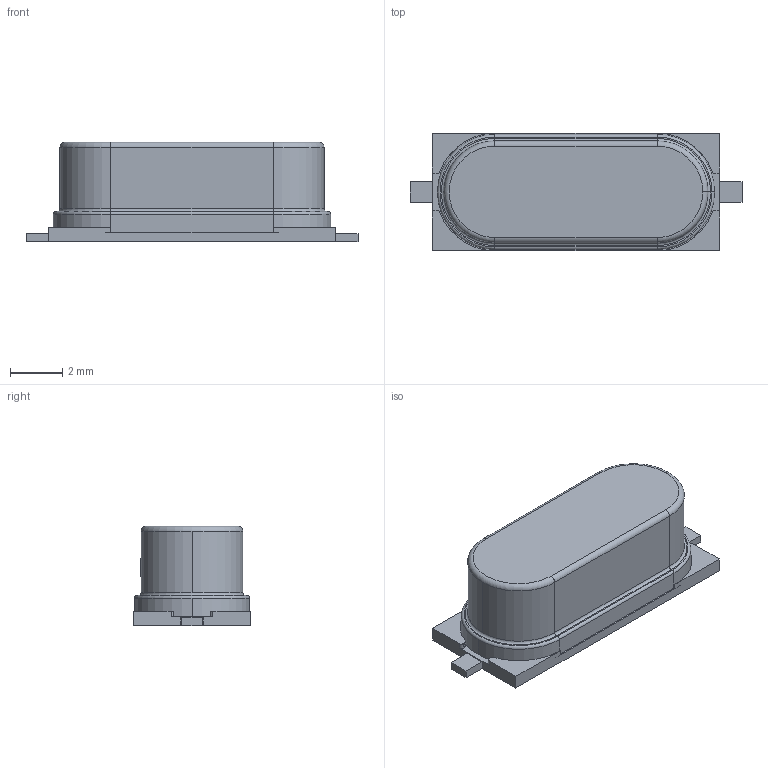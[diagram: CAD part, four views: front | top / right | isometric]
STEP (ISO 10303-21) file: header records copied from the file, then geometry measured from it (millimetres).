
FILE_DESCRIPTION (( 'STEP AP214' ), '1' );
FILE_NAME ('HC-49SMD_L11.1-W4.8.step', '2022-06-24T03:50:56', ( '' ), ( '' ), 'SwSTEP 2.0', 'SolidWorks 2020', '' );
FILE_SCHEMA (( 'AUTOMOTIVE_DESIGN' ));
Length unit declared in the file: millimetre
Products named in the file (1): HC-49SMD_L11.1-W4.8
Bounding box: 12.7 x 4.5 x 3.81 mm (x, y, z)
Volume: 148.1 mm3; surface area: 211.4 mm2
Topology: 1 solids, 1 shells, 356 faces, 962 edges, 636 vertices
Faces by surface type: plane 211, bspline 112, cylinder 24, torus 9
Entity records: 16243 total; most frequent: CARTESIAN_POINT 4059, ORIENTED_EDGE 1924, DIRECTION 1287, EDGE_CURVE 962, LINE 671, VECTOR 671, VERTEX_POINT 636, EDGE_LOOP 384
